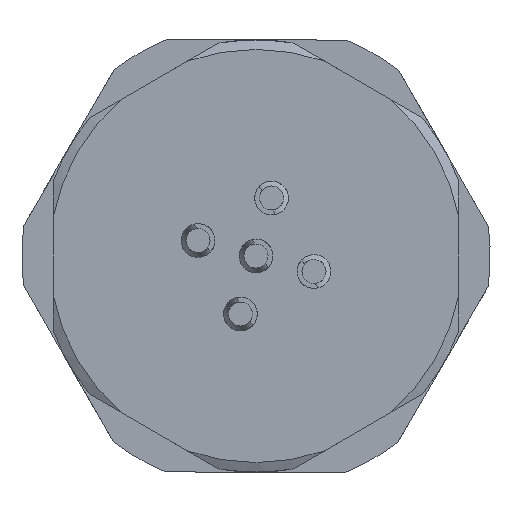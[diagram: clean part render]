
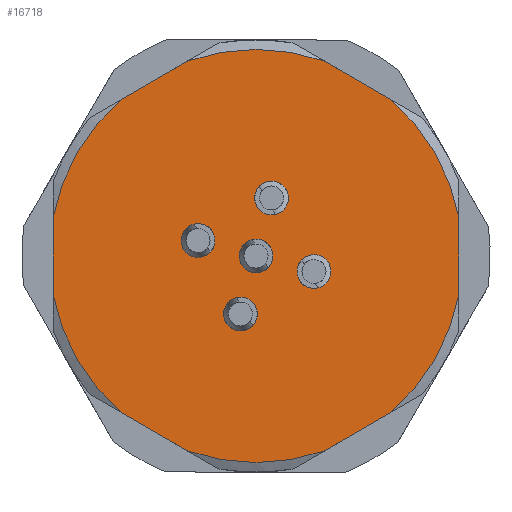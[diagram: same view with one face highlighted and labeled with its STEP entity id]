
A CAD part, front view. The second image highlights one B-rep face of the part: STEP entity #16718.
In plain terms, the highlighted planar face has unit normal (0, -1, 0).
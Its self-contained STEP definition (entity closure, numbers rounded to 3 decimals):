
#5539=DIRECTION('',(-0.866,0.,-0.5));
#5540=VECTOR('',#5539,3.198);
#5541=CARTESIAN_POINT('',(-2.84,-7.85,8.118));
#5542=LINE('',#5541,#5540);
#5573=CARTESIAN_POINT('',(0.,-7.85,0.));
#5574=DIRECTION('',(0.,-1.,0.));
#5575=DIRECTION('',(-0.983,0.,-0.186));
#5576=AXIS2_PLACEMENT_3D('',#5573,#5574,#5575);
#5578=CARTESIAN_POINT('',(0.,-7.85,0.));
#5579=DIRECTION('',(0.,-1.,0.));
#5580=DIRECTION('',(0.983,0.,0.186));
#5581=AXIS2_PLACEMENT_3D('',#5578,#5579,#5580);
#5588=CARTESIAN_POINT('',(0.,-7.85,0.));
#5589=DIRECTION('',(0.,1.,0.));
#5590=DIRECTION('',(0.983,0.,-0.186));
#5591=AXIS2_PLACEMENT_3D('',#5588,#5589,#5590);
#5593=DIRECTION('',(-0.866,0.,-0.5));
#5594=VECTOR('',#5593,3.198);
#5595=CARTESIAN_POINT('',(5.61,-7.85,-6.518));
#5596=LINE('',#5595,#5594);
#5597=CARTESIAN_POINT('',(0.,-7.85,0.));
#5598=DIRECTION('',(0.,1.,0.));
#5599=DIRECTION('',(0.33,0.,-0.944));
#5600=AXIS2_PLACEMENT_3D('',#5597,#5598,#5599);
#5602=DIRECTION('',(-0.866,0.,0.5));
#5603=VECTOR('',#5602,3.198);
#5604=CARTESIAN_POINT('',(-2.84,-7.85,-8.118));
#5605=LINE('',#5604,#5603);
#5606=CARTESIAN_POINT('',(0.,-7.85,0.));
#5607=DIRECTION('',(0.,1.,0.));
#5608=DIRECTION('',(-0.983,0.,0.186));
#5609=AXIS2_PLACEMENT_3D('',#5606,#5607,#5608);
#5611=CARTESIAN_POINT('',(0.,-7.85,0.));
#5612=DIRECTION('',(0.,1.,0.));
#5613=DIRECTION('',(-0.33,0.,0.944));
#5614=AXIS2_PLACEMENT_3D('',#5611,#5612,#5613);
#5616=CARTESIAN_POINT('',(0.,-7.85,0.));
#5617=DIRECTION('',(0.,-1.,0.));
#5618=DIRECTION('',(-0.966,0.,0.259));
#5619=AXIS2_PLACEMENT_3D('',#5616,#5617,#5618);
#5656=CARTESIAN_POINT('',(0.,-7.85,0.));
#5657=DIRECTION('',(0.,-1.,0.));
#5658=DIRECTION('',(-0.371,0.,0.929));
#5659=AXIS2_PLACEMENT_3D('',#5656,#5657,#5658);
#5763=CARTESIAN_POINT('',(0.648,-7.85,2.415));
#5764=DIRECTION('',(0.,-1.,0.));
#5765=DIRECTION('',(0.966,0.,-0.259));
#5766=AXIS2_PLACEMENT_3D('',#5763,#5764,#5765);
#5803=CARTESIAN_POINT('',(0.648,-7.85,2.415));
#5804=DIRECTION('',(0.,-1.,0.));
#5805=DIRECTION('',(0.371,0.,-0.929));
#5806=AXIS2_PLACEMENT_3D('',#5803,#5804,#5805);
#5910=CARTESIAN_POINT('',(2.415,-7.85,-0.647));
#5911=DIRECTION('',(0.,-1.,0.));
#5912=DIRECTION('',(0.966,0.,-0.259));
#5913=AXIS2_PLACEMENT_3D('',#5910,#5911,#5912);
#5950=CARTESIAN_POINT('',(2.415,-7.85,-0.647));
#5951=DIRECTION('',(0.,-1.,0.));
#5952=DIRECTION('',(0.371,0.,-0.929));
#5953=AXIS2_PLACEMENT_3D('',#5950,#5951,#5952);
#6057=CARTESIAN_POINT('',(-0.648,-7.85,-2.415));
#6058=DIRECTION('',(0.,-1.,0.));
#6059=DIRECTION('',(-0.966,0.,0.259));
#6060=AXIS2_PLACEMENT_3D('',#6057,#6058,#6059);
#6097=CARTESIAN_POINT('',(-0.648,-7.85,-2.415));
#6098=DIRECTION('',(0.,-1.,0.));
#6099=DIRECTION('',(-0.371,0.,0.929));
#6100=AXIS2_PLACEMENT_3D('',#6097,#6098,#6099);
#6204=CARTESIAN_POINT('',(-2.415,-7.85,0.647));
#6205=DIRECTION('',(0.,-1.,0.));
#6206=DIRECTION('',(-0.966,0.,0.259));
#6207=AXIS2_PLACEMENT_3D('',#6204,#6205,#6206);
#6244=CARTESIAN_POINT('',(-2.415,-7.85,0.647));
#6245=DIRECTION('',(0.,-1.,0.));
#6246=DIRECTION('',(-0.371,0.,0.929));
#6247=AXIS2_PLACEMENT_3D('',#6244,#6245,#6246);
#6358=DIRECTION('',(0.,0.,1.));
#6359=VECTOR('',#6358,3.198);
#6360=CARTESIAN_POINT('',(8.45,-7.85,-1.599));
#6361=LINE('',#6360,#6359);
#6367=CARTESIAN_POINT('',(8.45,-7.85,1.599));
#6417=CARTESIAN_POINT('',(5.61,-7.85,6.518));
#6424=DIRECTION('',(-0.866,0.,0.5));
#6425=VECTOR('',#6424,3.198);
#6426=CARTESIAN_POINT('',(5.61,-7.85,6.518));
#6427=LINE('',#6426,#6425);
#6481=CARTESIAN_POINT('',(-5.61,-7.85,-6.518));
#6515=DIRECTION('',(0.,0.,-1.));
#6516=VECTOR('',#6515,3.198);
#6517=CARTESIAN_POINT('',(-8.45,-7.85,1.599));
#6518=LINE('',#6517,#6516);
#6524=CARTESIAN_POINT('',(-8.45,-7.85,-1.599));
#8444=CARTESIAN_POINT('',(8.45,-7.85,-1.599));
#8445=CARTESIAN_POINT('',(5.61,-7.85,-6.518));
#8446=VERTEX_POINT('',#8444);
#8447=VERTEX_POINT('',#8445);
#8448=CARTESIAN_POINT('',(2.84,-7.85,-8.118));
#8449=CARTESIAN_POINT('',(-2.84,-7.85,-8.118));
#8450=VERTEX_POINT('',#8448);
#8451=VERTEX_POINT('',#8449);
#8452=CARTESIAN_POINT('',(-8.45,-7.85,1.599));
#8453=CARTESIAN_POINT('',(-5.61,-7.85,6.518));
#8454=VERTEX_POINT('',#8452);
#8455=VERTEX_POINT('',#8453);
#8456=CARTESIAN_POINT('',(-2.84,-7.85,8.118));
#8457=CARTESIAN_POINT('',(2.84,-7.85,8.118));
#8458=VERTEX_POINT('',#8456);
#8459=VERTEX_POINT('',#8457);
#8465=VERTEX_POINT('',#6524);
#8466=VERTEX_POINT('',#6417);
#8469=VERTEX_POINT('',#6367);
#8470=VERTEX_POINT('',#6481);
#8604=CARTESIAN_POINT('',(-3.091,-7.85,0.828));
#8605=CARTESIAN_POINT('',(-2.675,-7.85,1.297));
#8606=VERTEX_POINT('',#8604);
#8607=VERTEX_POINT('',#8605);
#8612=CARTESIAN_POINT('',(-1.324,-7.85,-2.234));
#8613=CARTESIAN_POINT('',(-0.908,-7.85,-1.765));
#8614=VERTEX_POINT('',#8612);
#8615=VERTEX_POINT('',#8613);
#8620=CARTESIAN_POINT('',(3.091,-7.85,-0.828));
#8621=CARTESIAN_POINT('',(2.675,-7.85,-1.297));
#8622=VERTEX_POINT('',#8620);
#8623=VERTEX_POINT('',#8621);
#8628=CARTESIAN_POINT('',(1.324,-7.85,2.234));
#8629=CARTESIAN_POINT('',(0.908,-7.85,1.765));
#8630=VERTEX_POINT('',#8628);
#8631=VERTEX_POINT('',#8629);
#8636=CARTESIAN_POINT('',(-0.676,-7.85,0.181));
#8637=CARTESIAN_POINT('',(-0.26,-7.85,0.65));
#8638=VERTEX_POINT('',#8636);
#8639=VERTEX_POINT('',#8637);
#16664=CARTESIAN_POINT('',(-7.75,-7.85,0.));
#16665=DIRECTION('',(0.,-1.,0.));
#16666=DIRECTION('',(-1.,0.,0.));
#16667=AXIS2_PLACEMENT_3D('',#16664,#16665,#16666);
#16668=PLANE('',#16667);
#16669=ORIENTED_EDGE('',*,*,#16593,.F.);
#16671=ORIENTED_EDGE('',*,*,#16670,.F.);
#16672=ORIENTED_EDGE('',*,*,#16581,.T.);
#16674=ORIENTED_EDGE('',*,*,#16673,.T.);
#16675=ORIENTED_EDGE('',*,*,#16565,.T.);
#16677=ORIENTED_EDGE('',*,*,#16676,.T.);
#16678=ORIENTED_EDGE('',*,*,#16549,.F.);
#16680=ORIENTED_EDGE('',*,*,#16679,.F.);
#16681=ORIENTED_EDGE('',*,*,#16516,.T.);
#16682=ORIENTED_EDGE('',*,*,#16490,.F.);
#16683=ORIENTED_EDGE('',*,*,#16534,.T.);
#16685=ORIENTED_EDGE('',*,*,#16684,.F.);
#16686=EDGE_LOOP('',(#16669,#16671,#16672,#16674,#16675,#16677,#16678,#16680,
#16681,#16682,#16683,#16685));
#16687=FACE_OUTER_BOUND('',#16686,.F.);
#16689=ORIENTED_EDGE('',*,*,#16688,.T.);
#16691=ORIENTED_EDGE('',*,*,#16690,.T.);
#16692=EDGE_LOOP('',(#16689,#16691));
#16693=FACE_BOUND('',#16692,.F.);
#16695=ORIENTED_EDGE('',*,*,#16694,.T.);
#16697=ORIENTED_EDGE('',*,*,#16696,.T.);
#16698=EDGE_LOOP('',(#16695,#16697));
#16699=FACE_BOUND('',#16698,.F.);
#16701=ORIENTED_EDGE('',*,*,#16700,.T.);
#16703=ORIENTED_EDGE('',*,*,#16702,.T.);
#16704=EDGE_LOOP('',(#16701,#16703));
#16705=FACE_BOUND('',#16704,.F.);
#16707=ORIENTED_EDGE('',*,*,#16706,.T.);
#16709=ORIENTED_EDGE('',*,*,#16708,.T.);
#16710=EDGE_LOOP('',(#16707,#16709));
#16711=FACE_BOUND('',#16710,.F.);
#16713=ORIENTED_EDGE('',*,*,#16712,.T.);
#16715=ORIENTED_EDGE('',*,*,#16714,.T.);
#16716=EDGE_LOOP('',(#16713,#16715));
#16717=FACE_BOUND('',#16716,.F.);
#16718=ADVANCED_FACE('',(#16687,#16693,#16699,#16705,#16711,#16717),#16668,.T.);
#5577=CIRCLE('',#5576,8.6);
#5582=CIRCLE('',#5581,8.6);
#5592=CIRCLE('',#5591,8.6);
#5601=CIRCLE('',#5600,8.6);
#5610=CIRCLE('',#5609,8.6);
#5615=CIRCLE('',#5614,8.6);
#5620=CIRCLE('',#5619,0.7);
#5660=CIRCLE('',#5659,0.7);
#5767=CIRCLE('',#5766,0.7);
#5807=CIRCLE('',#5806,0.7);
#5914=CIRCLE('',#5913,0.7);
#5954=CIRCLE('',#5953,0.7);
#6061=CIRCLE('',#6060,0.7);
#6101=CIRCLE('',#6100,0.7);
#6208=CIRCLE('',#6207,0.7);
#6248=CIRCLE('',#6247,0.7);
#16490=EDGE_CURVE('',#8458,#8455,#5542,.T.);
#16516=EDGE_CURVE('',#8454,#8455,#5610,.T.);
#16534=EDGE_CURVE('',#8458,#8459,#5615,.T.);
#16549=EDGE_CURVE('',#8465,#8470,#5577,.T.);
#16565=EDGE_CURVE('',#8450,#8451,#5601,.T.);
#16581=EDGE_CURVE('',#8446,#8447,#5592,.T.);
#16593=EDGE_CURVE('',#8469,#8466,#5582,.T.);
#16670=EDGE_CURVE('',#8446,#8469,#6361,.T.);
#16673=EDGE_CURVE('',#8447,#8450,#5596,.T.);
#16676=EDGE_CURVE('',#8451,#8470,#5605,.T.);
#16679=EDGE_CURVE('',#8454,#8465,#6518,.T.);
#16684=EDGE_CURVE('',#8466,#8459,#6427,.T.);
#16688=EDGE_CURVE('',#8638,#8639,#5620,.T.);
#16690=EDGE_CURVE('',#8639,#8638,#5660,.T.);
#16694=EDGE_CURVE('',#8630,#8631,#5767,.T.);
#16696=EDGE_CURVE('',#8631,#8630,#5807,.T.);
#16700=EDGE_CURVE('',#8622,#8623,#5914,.T.);
#16702=EDGE_CURVE('',#8623,#8622,#5954,.T.);
#16706=EDGE_CURVE('',#8614,#8615,#6061,.T.);
#16708=EDGE_CURVE('',#8615,#8614,#6101,.T.);
#16712=EDGE_CURVE('',#8606,#8607,#6208,.T.);
#16714=EDGE_CURVE('',#8607,#8606,#6248,.T.);
